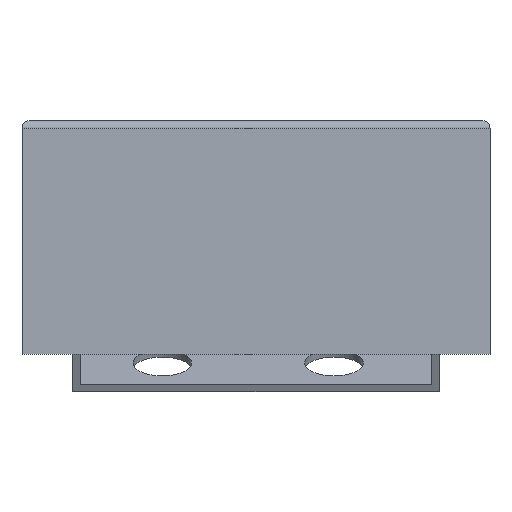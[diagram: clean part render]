
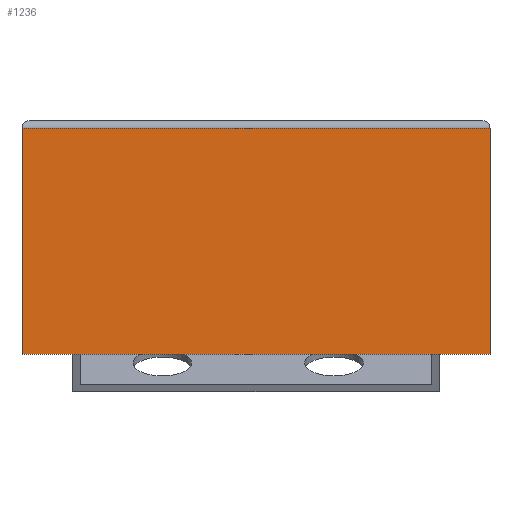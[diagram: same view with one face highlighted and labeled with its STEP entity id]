
A CAD part, front view. The second image highlights one B-rep face of the part: STEP entity #1236.
In plain terms, the highlighted planar face has unit normal (0, -1, 0).
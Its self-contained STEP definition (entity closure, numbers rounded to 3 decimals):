
#112=ORIENTED_EDGE('',*,*,#462,.T.);
#113=ORIENTED_EDGE('',*,*,#463,.T.);
#114=ORIENTED_EDGE('',*,*,#459,.F.);
#115=ORIENTED_EDGE('',*,*,#464,.T.);
#459=EDGE_CURVE('',#633,#634,#747,.T.);
#462=EDGE_CURVE('',#635,#636,#750,.T.);
#463=EDGE_CURVE('',#636,#634,#751,.F.);
#464=EDGE_CURVE('',#633,#635,#752,.T.);
#633=VERTEX_POINT('',#1849);
#634=VERTEX_POINT('',#1850);
#635=VERTEX_POINT('',#1855);
#636=VERTEX_POINT('',#1856);
#747=LINE('',#1848,#891);
#750=LINE('',#1854,#894);
#751=LINE('',#1857,#895);
#752=LINE('',#1858,#896);
#891=VECTOR('',#1469,1000.);
#894=VECTOR('',#1474,1000.);
#895=VECTOR('',#1475,1000.);
#896=VECTOR('',#1476,1000.);
#1012=EDGE_LOOP('',(#112,#113,#114,#115));
#1100=FACE_BOUND('',#1012,.T.);
#1185=PLANE('',#1324);
#1236=ADVANCED_FACE('',(#1100),#1185,.T.);
#1324=AXIS2_PLACEMENT_3D('',#1853,#1472,#1473);
#1469=DIRECTION('',(0.,0.,1.));
#1472=DIRECTION('',(0.,-1.,0.));
#1473=DIRECTION('',(0.,0.,-1.));
#1474=DIRECTION('',(0.,0.,1.));
#1475=DIRECTION('',(1.,0.,0.));
#1476=DIRECTION('',(1.,0.,0.));
#1848=CARTESIAN_POINT('',(-60.,-60.,-60.));
#1849=CARTESIAN_POINT('',(-60.,-60.,-60.));
#1850=CARTESIAN_POINT('',(-60.,-60.,-2.));
#1853=CARTESIAN_POINT('',(-60.,-60.,-60.));
#1854=CARTESIAN_POINT('',(60.,-60.,-60.));
#1855=CARTESIAN_POINT('',(60.,-60.,-60.));
#1856=CARTESIAN_POINT('',(60.,-60.,-2.));
#1857=CARTESIAN_POINT('',(-60.,-60.,-2.));
#1858=CARTESIAN_POINT('',(-60.,-60.,-60.));
